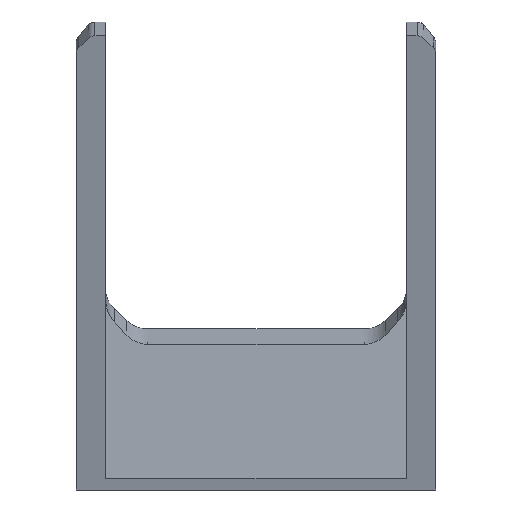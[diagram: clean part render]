
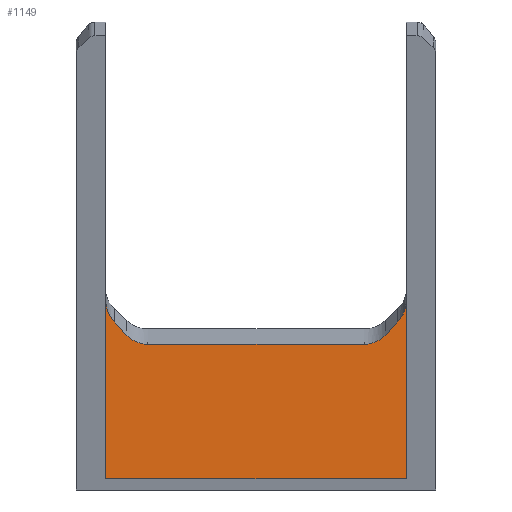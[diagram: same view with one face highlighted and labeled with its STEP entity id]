
A CAD part, front view. The second image highlights one B-rep face of the part: STEP entity #1149.
In plain terms, the highlighted planar face has unit normal (0, -1, 0).
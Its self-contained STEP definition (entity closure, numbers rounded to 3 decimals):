
#7 = CARTESIAN_POINT ( 'NONE',  ( 96.058, 0., -5.138 ) ) ;
#20 = ORIENTED_EDGE ( 'NONE', *, *, #611, .T. ) ;
#26 = CARTESIAN_POINT ( 'NONE',  ( 12.729, 0., 2.336 ) ) ;
#37 = ORIENTED_EDGE ( 'NONE', *, *, #1011, .T. ) ;
#41 = ORIENTED_EDGE ( 'NONE', *, *, #49, .T. ) ;
#49 = EDGE_CURVE ( 'NONE', #1409, #1097, #447, .T. ) ;
#62 = CARTESIAN_POINT ( 'NONE',  ( 110.2, 0., 9.811 ) ) ;
#69 = CARTESIAN_POINT ( 'NONE',  ( 9.8, 0., 0. ) ) ;
#110 = CARTESIAN_POINT ( 'NONE',  ( 9.8, 0., -50. ) ) ;
#142 = CARTESIAN_POINT ( 'NONE',  ( 91.584, 0., -14.245 ) ) ;
#147 = CARTESIAN_POINT ( 'NONE',  ( 98.745, 0., -5.138 ) ) ;
#177 = ORIENTED_EDGE ( 'NONE', *, *, #1057, .F. ) ;
#198 = CARTESIAN_POINT ( 'NONE',  ( 107.271, 0., 2.336 ) ) ;
#214 =( BOUNDED_CURVE ( )  B_SPLINE_CURVE ( 3, ( #62, #585, #1397, #198 ),
 .UNSPECIFIED., .F., .F. ) 
 B_SPLINE_CURVE_WITH_KNOTS ( ( 4, 4 ),
 ( 4.712, 5.498 ),
 .UNSPECIFIED. ) 
 CURVE ( )  GEOMETRIC_REPRESENTATION_ITEM ( )  RATIONAL_B_SPLINE_CURVE ( ( 1., 0.949, 0.949, 1. ) ) 
 REPRESENTATION_ITEM ( '' )  );
#217 = DIRECTION ( 'NONE',  ( 0., -1., 0. ) ) ;
#250 = CARTESIAN_POINT ( 'NONE',  ( 9.8, 0., 9.811 ) ) ;
#303 = VECTOR ( 'NONE', #1159, 1000. ) ;
#311 = ORIENTED_EDGE ( 'NONE', *, *, #917, .F. ) ;
#316 = CARTESIAN_POINT ( 'NONE',  ( 9.8, 0., 9.811 ) ) ;
#328 = CARTESIAN_POINT ( 'NONE',  ( 103.129, 0., -2.042 ) ) ;
#331 = DIRECTION ( 'NONE',  ( -1., 0., 0. ) ) ;
#335 = VECTOR ( 'NONE', #587, 1000. ) ;
#352 = CARTESIAN_POINT ( 'NONE',  ( 0., 0., 0. ) ) ;
#358 = CARTESIAN_POINT ( 'NONE',  ( 110.2, 0., 9.811 ) ) ;
#370 = CARTESIAN_POINT ( 'NONE',  ( 23.942, 0., -5.138 ) ) ;
#393 = LINE ( 'NONE', #398, #581 ) ;
#398 = CARTESIAN_POINT ( 'NONE',  ( 10.085, 0., 5.131 ) ) ;
#407 = CARTESIAN_POINT ( 'NONE',  ( 21.255, 0., -5.138 ) ) ;
#420 = VERTEX_POINT ( 'NONE', #1510 ) ;
#424 = ORIENTED_EDGE ( 'NONE', *, *, #743, .T. ) ;
#438 = CARTESIAN_POINT ( 'NONE',  ( 9.8, 0., 6.97 ) ) ;
#447 = LINE ( 'NONE', #1381, #1591 ) ;
#456 = LINE ( 'NONE', #1251, #335 ) ;
#472 = VERTEX_POINT ( 'NONE', #358 ) ;
#482 = FACE_OUTER_BOUND ( 'NONE', #1540, .T. ) ;
#489 = CARTESIAN_POINT ( 'NONE',  ( 103.129, 0., -2.042 ) ) ;
#533 = DIRECTION ( 'NONE',  ( -0.687, 0., 0.726 ) ) ;
#580 = VERTEX_POINT ( 'NONE', #110 ) ;
#581 = VECTOR ( 'NONE', #533, 1000. ) ;
#585 = CARTESIAN_POINT ( 'NONE',  ( 110.2, 0., 6.97 ) ) ;
#587 = DIRECTION ( 'NONE',  ( 0., 0., 1. ) ) ;
#592 = DIRECTION ( 'NONE',  ( 0., 0., 1. ) ) ;
#611 = EDGE_CURVE ( 'NONE', #1097, #1632, #1351, .T. ) ;
#626 = CARTESIAN_POINT ( 'NONE',  ( 0., 0., -50. ) ) ;
#627 = EDGE_CURVE ( 'NONE', #1632, #1487, #393, .T. ) ;
#679 = DIRECTION ( 'NONE',  ( -0.687, 0., -0.726 ) ) ;
#726 = CARTESIAN_POINT ( 'NONE',  ( 16.871, 0., -2.042 ) ) ;
#739 = DIRECTION ( 'NONE',  ( 0., 0., -1. ) ) ;
#743 = EDGE_CURVE ( 'NONE', #1279, #1054, #1322, .T. ) ;
#792 =( BOUNDED_CURVE ( )  B_SPLINE_CURVE ( 3, ( #26, #1362, #438, #316 ),
 .UNSPECIFIED., .F., .F. ) 
 B_SPLINE_CURVE_WITH_KNOTS ( ( 4, 4 ),
 ( 3.927, 4.712 ),
 .UNSPECIFIED. ) 
 CURVE ( )  GEOMETRIC_REPRESENTATION_ITEM ( )  RATIONAL_B_SPLINE_CURVE ( ( 1., 0.949, 0.949, 1. ) ) 
 REPRESENTATION_ITEM ( '' )  );
#849 = CARTESIAN_POINT ( 'NONE',  ( 101.229, 0., -4.051 ) ) ;
#915 = EDGE_CURVE ( 'NONE', #472, #1279, #214, .T. ) ;
#917 = EDGE_CURVE ( 'NONE', #580, #1207, #1249, .T. ) ;
#971 = EDGE_CURVE ( 'NONE', #420, #472, #456, .T. ) ;
#977 =( BOUNDED_CURVE ( )  B_SPLINE_CURVE ( 3, ( #328, #849, #147, #7 ),
 .UNSPECIFIED., .F., .F. ) 
 B_SPLINE_CURVE_WITH_KNOTS ( ( 4, 4 ),
 ( 5.498, 6.283 ),
 .UNSPECIFIED. ) 
 CURVE ( )  GEOMETRIC_REPRESENTATION_ITEM ( )  RATIONAL_B_SPLINE_CURVE ( ( 1., 0.949, 0.949, 1. ) ) 
 REPRESENTATION_ITEM ( '' )  );
#994 = LINE ( 'NONE', #626, #303 ) ;
#1003 = PLANE ( 'NONE',  #1214 ) ;
#1011 = EDGE_CURVE ( 'NONE', #1487, #1207, #792, .T. ) ;
#1039 = CARTESIAN_POINT ( 'NONE',  ( 18.771, 0., -4.051 ) ) ;
#1054 = VERTEX_POINT ( 'NONE', #489 ) ;
#1057 = EDGE_CURVE ( 'NONE', #420, #580, #994, .T. ) ;
#1097 = VERTEX_POINT ( 'NONE', #370 ) ;
#1149 = ADVANCED_FACE ( 'NONE', ( #482 ), #1003, .T. ) ;
#1159 = DIRECTION ( 'NONE',  ( -1., 0., 0. ) ) ;
#1195 = CARTESIAN_POINT ( 'NONE',  ( 96.058, 0., -5.138 ) ) ;
#1198 = CARTESIAN_POINT ( 'NONE',  ( 107.271, 0., 2.336 ) ) ;
#1207 = VERTEX_POINT ( 'NONE', #250 ) ;
#1214 = AXIS2_PLACEMENT_3D ( 'NONE', #352, #217, #739 ) ;
#1215 = ORIENTED_EDGE ( 'NONE', *, *, #915, .T. ) ;
#1244 = ORIENTED_EDGE ( 'NONE', *, *, #1361, .T. ) ;
#1249 = LINE ( 'NONE', #69, #1275 ) ;
#1251 = CARTESIAN_POINT ( 'NONE',  ( 110.2, 0., 0. ) ) ;
#1262 = ORIENTED_EDGE ( 'NONE', *, *, #627, .T. ) ;
#1275 = VECTOR ( 'NONE', #592, 1000. ) ;
#1279 = VERTEX_POINT ( 'NONE', #1198 ) ;
#1322 = LINE ( 'NONE', #142, #1669 ) ;
#1351 =( BOUNDED_CURVE ( )  B_SPLINE_CURVE ( 3, ( #1601, #407, #1039, #1586 ),
 .UNSPECIFIED., .F., .F. ) 
 B_SPLINE_CURVE_WITH_KNOTS ( ( 4, 4 ),
 ( 3.142, 3.927 ),
 .UNSPECIFIED. ) 
 CURVE ( )  GEOMETRIC_REPRESENTATION_ITEM ( )  RATIONAL_B_SPLINE_CURVE ( ( 1., 0.949, 0.949, 1. ) ) 
 REPRESENTATION_ITEM ( '' )  );
#1361 = EDGE_CURVE ( 'NONE', #1054, #1409, #977, .T. ) ;
#1362 = CARTESIAN_POINT ( 'NONE',  ( 10.829, 0., 4.345 ) ) ;
#1381 = CARTESIAN_POINT ( 'NONE',  ( 9.8, 0., -5.138 ) ) ;
#1397 = CARTESIAN_POINT ( 'NONE',  ( 109.171, 0., 4.345 ) ) ;
#1409 = VERTEX_POINT ( 'NONE', #1195 ) ;
#1487 = VERTEX_POINT ( 'NONE', #1509 ) ;
#1509 = CARTESIAN_POINT ( 'NONE',  ( 12.729, 0., 2.336 ) ) ;
#1510 = CARTESIAN_POINT ( 'NONE',  ( 110.2, 0., -50. ) ) ;
#1540 = EDGE_LOOP ( 'NONE', ( #1612, #1215, #424, #1244, #41, #20, #1262, #37, #311, #177 ) ) ;
#1586 = CARTESIAN_POINT ( 'NONE',  ( 16.871, 0., -2.042 ) ) ;
#1591 = VECTOR ( 'NONE', #331, 1000. ) ;
#1601 = CARTESIAN_POINT ( 'NONE',  ( 23.942, 0., -5.138 ) ) ;
#1612 = ORIENTED_EDGE ( 'NONE', *, *, #971, .T. ) ;
#1632 = VERTEX_POINT ( 'NONE', #726 ) ;
#1669 = VECTOR ( 'NONE', #679, 1000. ) ;
